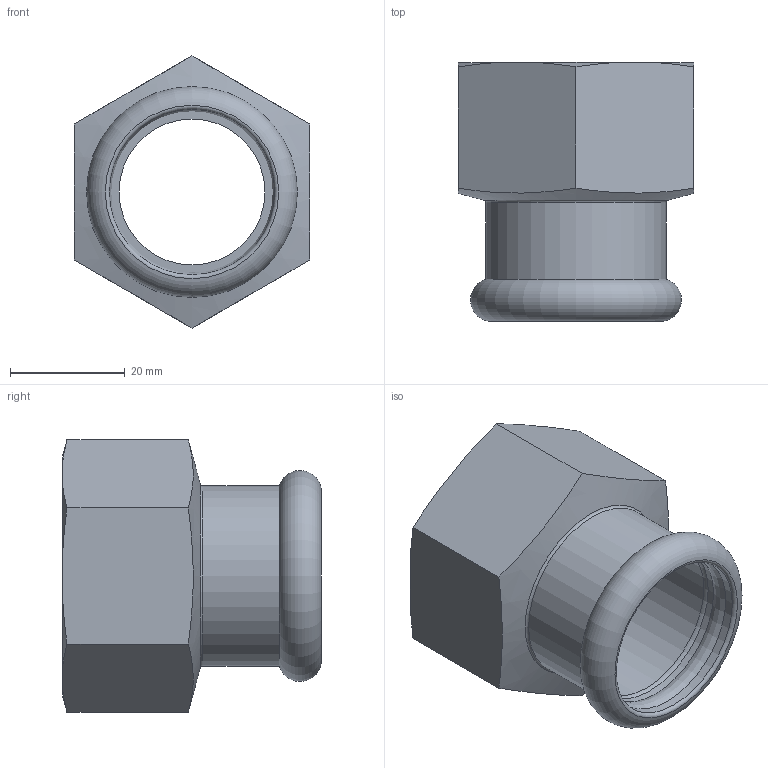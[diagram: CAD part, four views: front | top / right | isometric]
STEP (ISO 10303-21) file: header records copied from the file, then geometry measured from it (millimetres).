
FILE_DESCRIPTION(/* description */ ('MANICOTTO FILETTATO FEMMINA 1"x28'),/* implementation_level */ '2;1');
FILE_NAME(/* name */ '190100028_Inoxpres.stp',/* time_stamp */ '2022-10-12T09:11:01+02:00',/* author */ ('Vault'),/* organization */ ('Raccorderie metalliche s.p.a. '),/* preprocessor_version */ 'ST-DEVELOPER v18.1',/* originating_system */ 'Autodesk Inventor 2020',/* authorisation */ 'Raccorderie metalliche s.p.a. ');
FILE_SCHEMA (('AUTOMOTIVE_DESIGN { 1 0 10303 214 3 1 1 }'));
Length unit declared in the file: millimetre
Products named in the file (1): 190100028_Inoxpres
Bounding box: 41 x 45 x 47.34 mm (x, y, z)
Volume: 19603.6 mm3; surface area: 11839 mm2
Topology: 1 solids, 1 shells, 30 faces, 84 edges, 57 vertices
Faces by surface type: plane 9, cone 9, cylinder 7, torus 5
Full cylindrical faces by diameter (mm): 25.4 x1, 28.4 x1, 28.8 x2, 31.4 x1, 32.05 x1, 35 x1
Entity records: 1023 total; most frequent: CARTESIAN_POINT 208, DIRECTION 172, ORIENTED_EDGE 168, EDGE_CURVE 84, AXIS2_PLACEMENT_3D 75, VERTEX_POINT 57, CIRCLE 44, EDGE_LOOP 33
